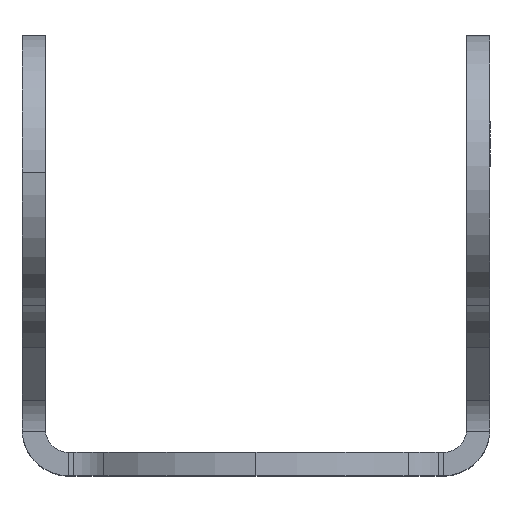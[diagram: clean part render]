
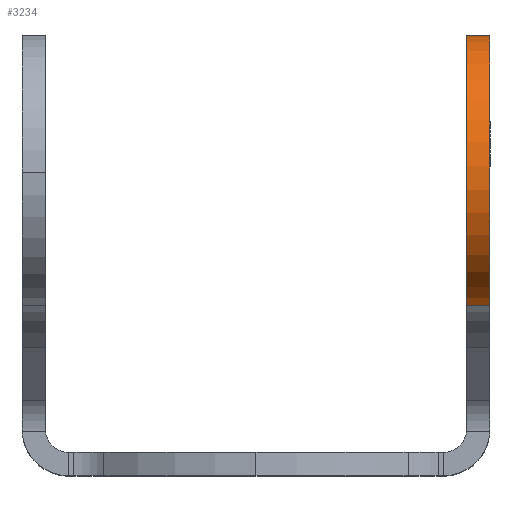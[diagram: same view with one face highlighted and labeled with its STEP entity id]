
A CAD part, top view. The second image highlights one B-rep face of the part: STEP entity #3234.
In plain terms, the highlighted cylindrical face has radius 17.6 mm (diameter 35.2 mm), a partial arc.
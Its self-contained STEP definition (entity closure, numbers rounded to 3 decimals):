
#367 = VECTOR ( 'NONE', #2092, 1000. ) ;
#375 = DIRECTION ( 'NONE',  ( 0., 0., 1. ) ) ;
#409 = DIRECTION ( 'NONE',  ( 1., 0., 0. ) ) ;
#958 = CIRCLE ( 'NONE', #2291, 17.6 ) ;
#992 = DIRECTION ( 'NONE',  ( 1., 0., 0. ) ) ;
#1130 = CARTESIAN_POINT ( 'NONE',  ( 27.1, 41.593, 18.312 ) ) ;
#1430 = CARTESIAN_POINT ( 'NONE',  ( 30.1, 41.593, 18.312 ) ) ;
#1553 = VERTEX_POINT ( 'NONE', #1130 ) ;
#1745 = VECTOR ( 'NONE', #409, 1000. ) ;
#1849 = CIRCLE ( 'NONE', #5075, 17.6 ) ;
#1944 = EDGE_CURVE ( 'NONE', #2508, #5763, #1849, .T. ) ;
#2034 = FACE_OUTER_BOUND ( 'NONE', #4431, .T. ) ;
#2092 = DIRECTION ( 'NONE',  ( -1., 0., 0. ) ) ;
#2233 = DIRECTION ( 'NONE',  ( -1., 0., 0. ) ) ;
#2291 = AXIS2_PLACEMENT_3D ( 'NONE', #5003, #2233, #5465 ) ;
#2508 = VERTEX_POINT ( 'NONE', #5520 ) ;
#3010 = ORIENTED_EDGE ( 'NONE', *, *, #5578, .F. ) ;
#3104 = DIRECTION ( 'NONE',  ( -1., 0., 0. ) ) ;
#3120 = CARTESIAN_POINT ( 'NONE',  ( 27.1, 18.86, 38.996 ) ) ;
#3234 = ADVANCED_FACE ( 'NONE', ( #2034 ), #4346, .T. ) ;
#3480 = ORIENTED_EDGE ( 'NONE', *, *, #5240, .T. ) ;
#3566 = CARTESIAN_POINT ( 'NONE',  ( 27.1, 18.86, 38.996 ) ) ;
#3749 = DIRECTION ( 'NONE',  ( 0., 0., -1. ) ) ;
#3762 = AXIS2_PLACEMENT_3D ( 'NONE', #5131, #992, #3749 ) ;
#3808 = EDGE_CURVE ( 'NONE', #5763, #1553, #4490, .T. ) ;
#3938 = CARTESIAN_POINT ( 'NONE',  ( 27.1, 41.593, 18.312 ) ) ;
#4206 = LINE ( 'NONE', #3120, #1745 ) ;
#4346 = CYLINDRICAL_SURFACE ( 'NONE', #3762, 17.6 ) ;
#4407 = ORIENTED_EDGE ( 'NONE', *, *, #1944, .T. ) ;
#4431 = EDGE_LOOP ( 'NONE', ( #4407, #5761, #3010, #3480 ) ) ;
#4490 = LINE ( 'NONE', #3938, #367 ) ;
#5003 = CARTESIAN_POINT ( 'NONE',  ( 27.1, 36., 35. ) ) ;
#5075 = AXIS2_PLACEMENT_3D ( 'NONE', #5895, #3104, #375 ) ;
#5131 = CARTESIAN_POINT ( 'NONE',  ( 27.1, 36., 35. ) ) ;
#5157 = VERTEX_POINT ( 'NONE', #3566 ) ;
#5240 = EDGE_CURVE ( 'NONE', #5157, #2508, #4206, .T. ) ;
#5465 = DIRECTION ( 'NONE',  ( 0., 0., 1. ) ) ;
#5520 = CARTESIAN_POINT ( 'NONE',  ( 30.1, 18.86, 38.996 ) ) ;
#5578 = EDGE_CURVE ( 'NONE', #5157, #1553, #958, .T. ) ;
#5761 = ORIENTED_EDGE ( 'NONE', *, *, #3808, .T. ) ;
#5763 = VERTEX_POINT ( 'NONE', #1430 ) ;
#5895 = CARTESIAN_POINT ( 'NONE',  ( 30.1, 36., 35. ) ) ;
